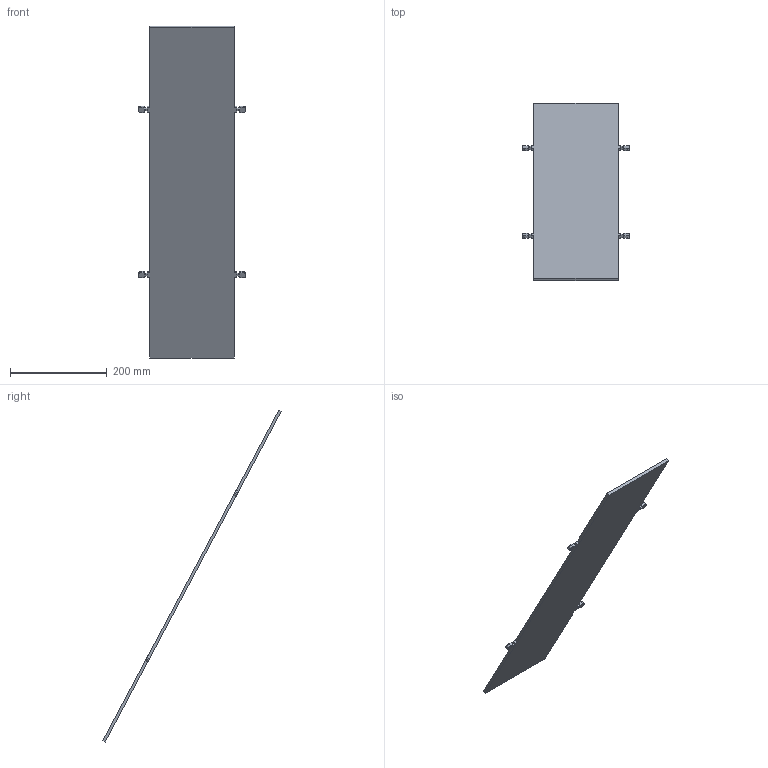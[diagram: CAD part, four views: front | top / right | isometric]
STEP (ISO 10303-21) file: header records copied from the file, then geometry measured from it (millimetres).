
FILE_DESCRIPTION(('produced by SPATIAL CORP'),'2;1');
FILE_NAME( 'part_23.prt.hh.sat.stp','2002-04-19T13:19:37+00:00',('SPATIAL CORP'),('SPATIAL CORP'), 'ACIS STEP Husk','http://www.spatial.com','SPATIAL CORP');
FILE_SCHEMA(('CONFIG_CONTROL_DESIGN'));
Length unit declared in the file: millimetre
Products named in the file (1): PRODUCT_ID_1
Bounding box: 222.2 x 369.61 x 687.98 mm (x, y, z)
Volume: 816577.7 mm3; surface area: 285028 mm2
Topology: 1 solids, 1 shells, 62 faces, 180 edges, 120 vertices
Faces by surface type: plane 54, cylinder 8
Entity records: 2105 total; most frequent: CARTESIAN_POINT 362, ORIENTED_EDGE 360, DIRECTION 320, EDGE_CURVE 180, VECTOR 164, LINE 164, VERTEX_POINT 120, AXIS2_PLACEMENT_3D 78
